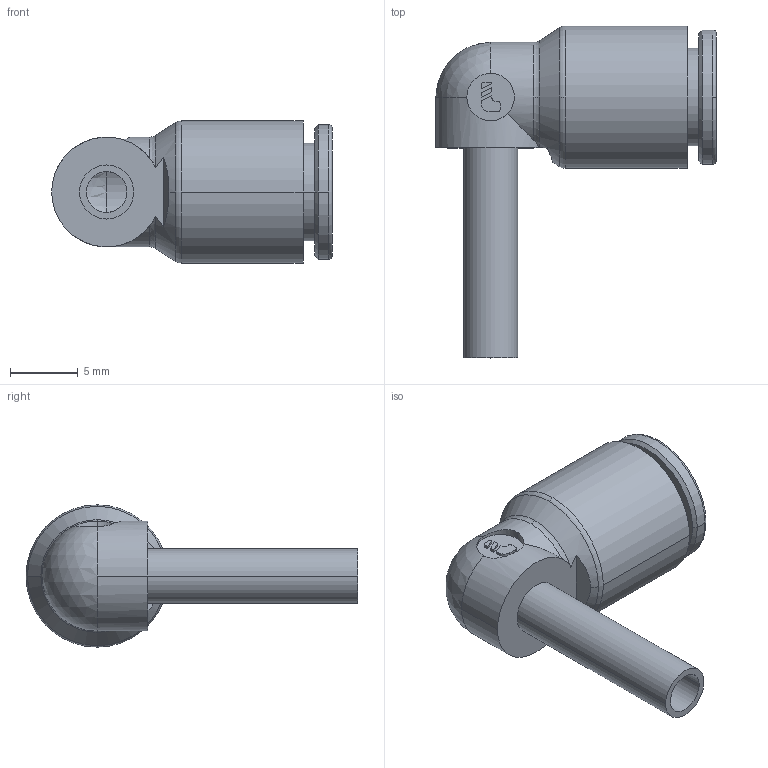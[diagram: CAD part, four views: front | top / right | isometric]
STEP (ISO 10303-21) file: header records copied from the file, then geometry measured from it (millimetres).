
FILE_DESCRIPTION(('STEP AP214'),'1');
FILE_NAME('3182_06_04.stp','2016-07-07T14:53:54',('TraceParts'),('TraceParts S.A.'),'Spatial InterOp 3D',' ',' ');
FILE_SCHEMA(('automotive_design'));
Length unit declared in the file: millimetre
Products named in the file (1): 1
Bounding box: 20.7 x 24.5 x 10.5 mm (x, y, z)
Volume: 955 mm3; surface area: 1485.3 mm2
Topology: 1 solids, 1 shells, 61 faces, 164 edges, 106 vertices
Faces by surface type: cylinder 24, plane 23, torus 7, cone 4, sphere 3
Entity records: 2195 total; most frequent: CARTESIAN_POINT 621, DIRECTION 348, ORIENTED_EDGE 318, EDGE_CURVE 159, AXIS2_PLACEMENT_3D 141, VERTEX_POINT 106, CIRCLE 75, EDGE_LOOP 69
